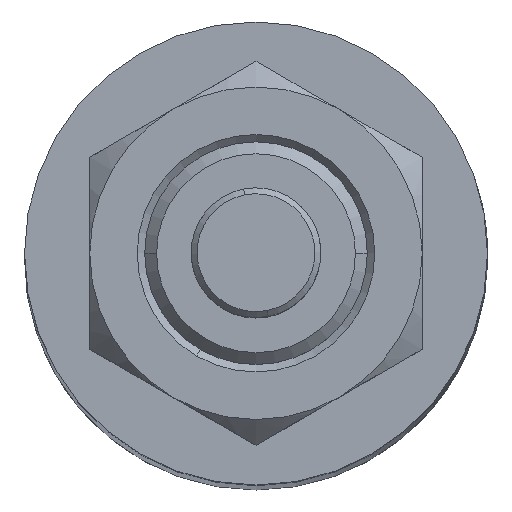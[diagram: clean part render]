
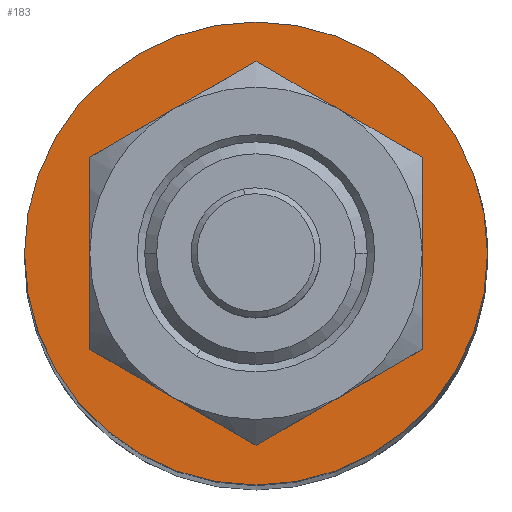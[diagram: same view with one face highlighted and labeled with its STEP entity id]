
A CAD part, top view. The second image highlights one B-rep face of the part: STEP entity #183.
In plain terms, the highlighted planar face has unit normal (0, 0, 1).
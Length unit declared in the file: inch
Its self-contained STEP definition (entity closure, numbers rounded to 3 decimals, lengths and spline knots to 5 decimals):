
#62 = FACE_OUTER_BOUND ( 'NONE', #1977, .T. ) ;
#89 = CARTESIAN_POINT ( 'NONE',  ( 0., 0., -0.88 ) ) ;
#94 = VERTEX_POINT ( 'NONE', #1667 ) ;
#128 = DIRECTION ( 'NONE',  ( 0., 0., 1. ) ) ;
#183 = ADVANCED_FACE ( 'NONE', ( #62, #1316 ), #1067, .F. ) ;
#217 = ORIENTED_EDGE ( 'NONE', *, *, #1866, .T. ) ;
#234 = EDGE_CURVE ( 'NONE', #698, #94, #578, .T. ) ;
#266 = CIRCLE ( 'NONE', #3103, 0.373 ) ;
#302 = ORIENTED_EDGE ( 'NONE', *, *, #234, .T. ) ;
#321 = DIRECTION ( 'NONE',  ( -1., 0., 0. ) ) ;
#346 = DIRECTION ( 'NONE',  ( 1., 0., 0. ) ) ;
#477 = DIRECTION ( 'NONE',  ( 0., 0., 1. ) ) ;
#578 = CIRCLE ( 'NONE', #3024, 0.78 ) ;
#641 = DIRECTION ( 'NONE',  ( 1., 0., 0. ) ) ;
#698 = VERTEX_POINT ( 'NONE', #751 ) ;
#751 = CARTESIAN_POINT ( 'NONE',  ( -0.78, 0., -0.88 ) ) ;
#825 = EDGE_CURVE ( 'NONE', #948, #2159, #1979, .T. ) ;
#834 = CIRCLE ( 'NONE', #2276, 0.78 ) ;
#848 = AXIS2_PLACEMENT_3D ( 'NONE', #1043, #128, #346 ) ;
#948 = VERTEX_POINT ( 'NONE', #1104 ) ;
#1043 = CARTESIAN_POINT ( 'NONE',  ( 0., 0., -0.88 ) ) ;
#1067 = PLANE ( 'NONE',  #2532 ) ;
#1104 = CARTESIAN_POINT ( 'NONE',  ( -0.373, 0., -0.88 ) ) ;
#1172 = DIRECTION ( 'NONE',  ( 0., 0., 1. ) ) ;
#1273 = EDGE_LOOP ( 'NONE', ( #2040, #2584 ) ) ;
#1316 = FACE_BOUND ( 'NONE', #1273, .T. ) ;
#1667 = CARTESIAN_POINT ( 'NONE',  ( 0.78, 0., -0.88 ) ) ;
#1814 = DIRECTION ( 'NONE',  ( 0., 0., -1. ) ) ;
#1866 = EDGE_CURVE ( 'NONE', #94, #698, #834, .T. ) ;
#1974 = CARTESIAN_POINT ( 'NONE',  ( 0., 0., -0.88 ) ) ;
#1977 = EDGE_LOOP ( 'NONE', ( #217, #302 ) ) ;
#1979 = CIRCLE ( 'NONE', #848, 0.373 ) ;
#2040 = ORIENTED_EDGE ( 'NONE', *, *, #2839, .F. ) ;
#2136 = DIRECTION ( 'NONE',  ( 0., 0., 1. ) ) ;
#2159 = VERTEX_POINT ( 'NONE', #3065 ) ;
#2233 = DIRECTION ( 'NONE',  ( 1., 0., 0. ) ) ;
#2276 = AXIS2_PLACEMENT_3D ( 'NONE', #1974, #477, #2233 ) ;
#2532 = AXIS2_PLACEMENT_3D ( 'NONE', #3048, #1814, #321 ) ;
#2584 = ORIENTED_EDGE ( 'NONE', *, *, #825, .F. ) ;
#2668 = CARTESIAN_POINT ( 'NONE',  ( 0., 0., -0.88 ) ) ;
#2839 = EDGE_CURVE ( 'NONE', #2159, #948, #266, .T. ) ;
#2913 = DIRECTION ( 'NONE',  ( 1., 0., 0. ) ) ;
#3024 = AXIS2_PLACEMENT_3D ( 'NONE', #89, #2136, #641 ) ;
#3048 = CARTESIAN_POINT ( 'NONE',  ( 0., 0.78, -0.88 ) ) ;
#3065 = CARTESIAN_POINT ( 'NONE',  ( 0.373, 0., -0.88 ) ) ;
#3103 = AXIS2_PLACEMENT_3D ( 'NONE', #2668, #1172, #2913 ) ;
